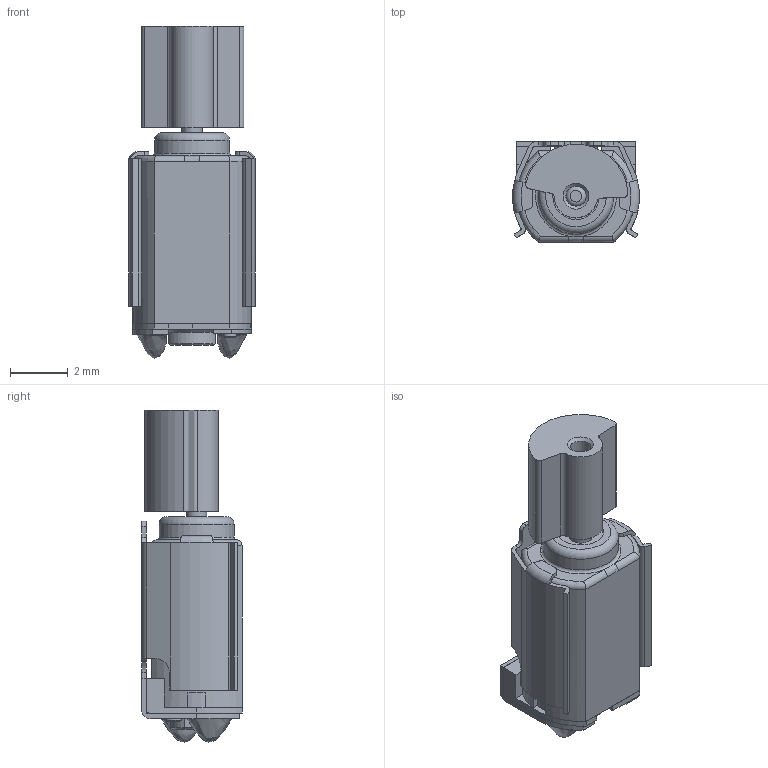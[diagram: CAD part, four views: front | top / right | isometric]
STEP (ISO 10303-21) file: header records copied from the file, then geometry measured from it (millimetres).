
FILE_DESCRIPTION(/* description */ (''),/* implementation_level */ '2;1');
FILE_NAME(/* name */ 'Z3OC1T8219731.step',/* time_stamp */ '2023-02-16T09:47:01+03:00',/* author */ (''),/* organization */ (''),/* preprocessor_version */ 'ST-DEVELOPER v19.2',/* originating_system */ 'Autodesk Translation Framework v11.17.0.187',/* authorisation */ '');
FILE_SCHEMA (('AUTOMOTIVE_DESIGN { 1 0 10303 214 3 1 1 }'));
Length unit declared in the file: millimetre
Products named in the file (49): VZ43FM1B8230001L; VZ43FM1B8230001L__1_ASM; 0_ASM; 000; VZ43FM1B823000001_ASM; VZ43FM1B8230001L-431100_ASM; 431100_ASM; _50270; _57100; _146200; _2419800; _248910; _3048600; _327960; _3543000; _3844700; _424500; _4738300; _490330; _513520; _519830; 431100; 431100_ASM001; _73400; _129710; _192530; N-20907; _367640; 43119_7_0_7_900; 000_ASM; _225540; _394290; __3_00_ASM; _17430; _96650; _401020; 0002; 0004; 00_ASM; N-8992 ...
Assembly tree (55 placements, depth 6):
  VZ43FM1B8230001L
    VZ43FM1B8230001L__1_ASM
      0_ASM
        _4738301
        _4738302
        _4738303
      0002  x3
      000
      VZ43FM1B823000001_ASM
        VZ43FM1B8230001L-431100_ASM
          431100_ASM
            _50270
            _57100
            _146200
            _2419800
            _248910
            _3048600
            _327960
            _3543000
            _3844700
            _424500
            _4738300
            _490330
            _513520
            _519830
          431100
          431100_ASM001
            _73400
            _129710
            _192530
            N-20907
            _367640
          43119_7_0_7_900
      000_ASM
        _225540
        _394290
      __3_00_ASM
        _17430
        _96650
        _401020
      0004  x2
      00_ASM
        N-8992
        _281620
      00005  x2
      0_ASM001
        _4738301
        _4738302
        _4738303
      00006
      _R1_8_000
      00007
Bounding box: 4.39 x 3.48 x 11.5 mm (x, y, z)
Volume: 85.6 mm3; surface area: 715.5 mm2
Topology: 45 solids, 45 shells, 1298 faces, 3545 edges, 2348 vertices
Faces by surface type: cylinder 653, plane 517, torus 102, cone 18, bspline 8
Full cylindrical faces by diameter (mm): 0.2 x8, 0.3 x42, 0.45 x2, 0.55 x2, 0.7 x6, 0.75 x14, 0.76 x1, 0.94 x1, 1.1 x2, 1.3 x2, 1.6 x1, 1.7 x1, 1.74 x1, 1.78 x1, 2.2 x2, 2.45 x1, 2.6 x1
Entity records: 42189 total; most frequent: CARTESIAN_POINT 7774, DIRECTION 7596, ORIENTED_EDGE 6736, EDGE_CURVE 3368, AXIS2_PLACEMENT_3D 2930, VERTEX_POINT 2233, LINE 1736, VECTOR 1736
